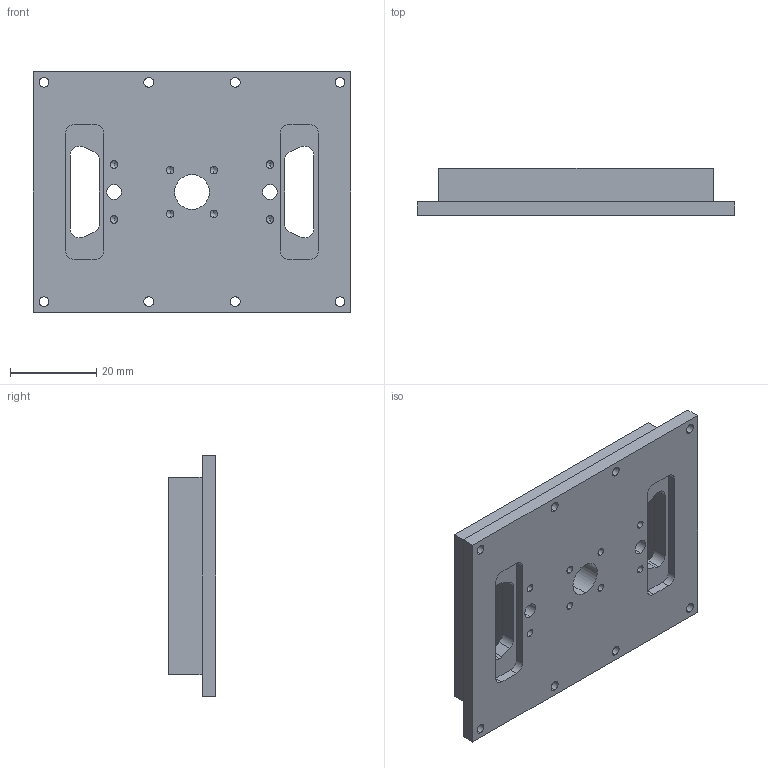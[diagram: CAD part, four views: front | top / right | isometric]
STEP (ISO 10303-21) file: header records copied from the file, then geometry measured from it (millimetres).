
FILE_DESCRIPTION (( 'STEP AP214' ), '1' );
FILE_NAME ('Lid.STEP', '2023-05-13T01:59:59', ( '' ), ( '' ), 'SwSTEP 2.0', 'SolidWorks 2021', '' );
FILE_SCHEMA (( 'AUTOMOTIVE_DESIGN' ));
Length unit declared in the file: millimetre
Products named in the file (1): Lid
Bounding box: 73.5 x 11 x 55.72 mm (x, y, z)
Volume: 29502.1 mm3; surface area: 12836.4 mm2
Topology: 1 solids, 1 shells, 170 faces, 450 edges, 270 vertices
Faces by surface type: cylinder 90, plane 44, cone 36
Entity records: 5516 total; most frequent: DIRECTION 936, CARTESIAN_POINT 855, ORIENTED_EDGE 828, EDGE_CURVE 414, AXIS2_PLACEMENT_3D 351, VERTEX_POINT 270, LINE 234, VECTOR 234
